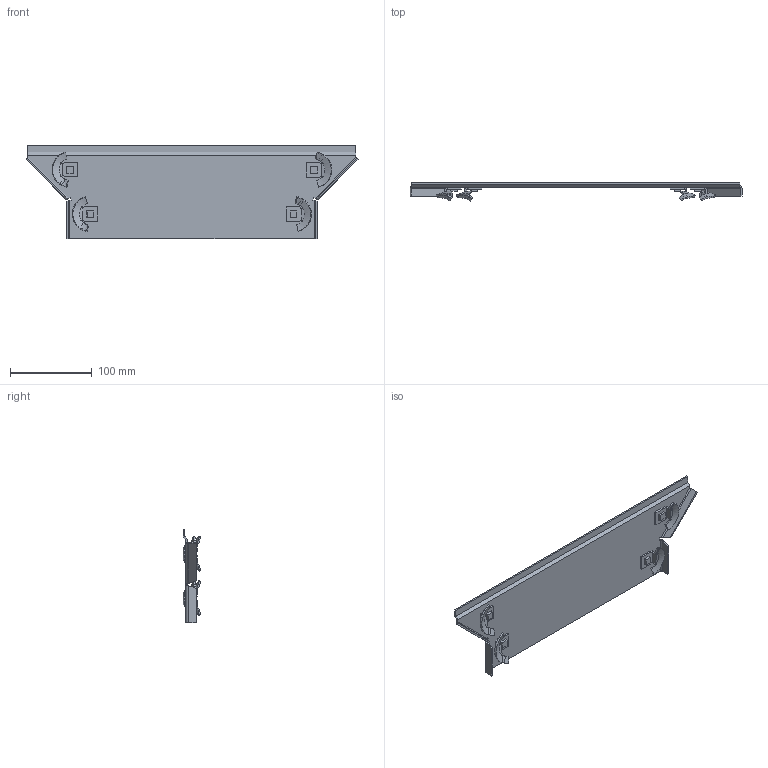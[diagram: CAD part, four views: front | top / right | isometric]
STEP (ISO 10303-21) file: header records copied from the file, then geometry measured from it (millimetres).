
FILE_DESCRIPTION (( 'STEP AP214' ), '1' );
FILE_NAME ('6049404.stp', '2021-02-25T08:26:38', ( '' ), ( '' ), 'SwSTEP 2.0', 'SolidWorks 2020', '' );
FILE_SCHEMA (( 'AUTOMOTIVE_DESIGN' ));
Length unit declared in the file: millimetre
Products named in the file (5): 109905_quadratisch; 099600_Standard; 155033_NB=300; 6049404; 104603_T=0,6 glatt Quaratloch
Assembly tree (13 placements, depth 2):
  6049404
    155033_NB=300
    109905_quadratisch  x4
    099600_Standard  x4
    104603_T=0,6 glatt Quaratloch  x4
Bounding box: 405.31 x 21.96 x 114.38 mm (x, y, z)
Volume: 94526.5 mm3; surface area: 97920.7 mm2
Topology: 13 solids, 13 shells, 405 faces, 1061 edges, 690 vertices
Faces by surface type: plane 204, bspline 117, cylinder 48, cone 28, torus 8
Full cylindrical faces by diameter (mm): 15.5 x4, 16.5 x4
Entity records: 6396 total; most frequent: CARTESIAN_POINT 2873, ORIENTED_EDGE 742, DIRECTION 557, EDGE_CURVE 371, VERTEX_POINT 241, VECTOR 195, LINE 195, AXIS2_PLACEMENT_3D 181
